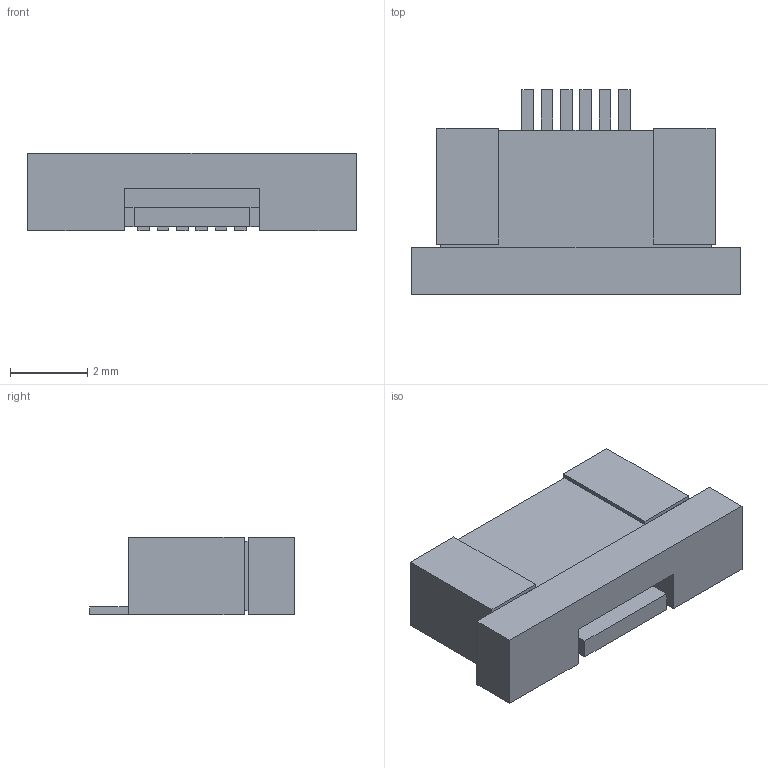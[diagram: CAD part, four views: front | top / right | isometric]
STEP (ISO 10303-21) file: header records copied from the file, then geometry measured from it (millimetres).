
FILE_DESCRIPTION(('FreeCAD Model'),'2;1');
FILE_NAME('Open CASCADE Shape Model','2022-01-23T15:23:54',('Author'),( ''),'Open CASCADE STEP processor 7.5','FreeCAD','Unknown');
FILE_SCHEMA(('AUTOMOTIVE_DESIGN { 1 0 10303 214 1 1 1 1 }'));
Length unit declared in the file: millimetre
Products named in the file (1): Body
Bounding box: 8.5 x 5.3 x 2 mm (x, y, z)
Volume: 56.6 mm3; surface area: 150.9 mm2
Topology: 1 solids, 1 shells, 73 faces, 209 edges, 138 vertices
Faces by surface type: plane 73
Entity records: 2352 total; most frequent: CARTESIAN_POINT 421, ORIENTED_EDGE 418, DIRECTION 357, EDGE_CURVE 209, LINE 209, VECTOR 209, VERTEX_POINT 138, AXIS2_PLACEMENT_3D 74
